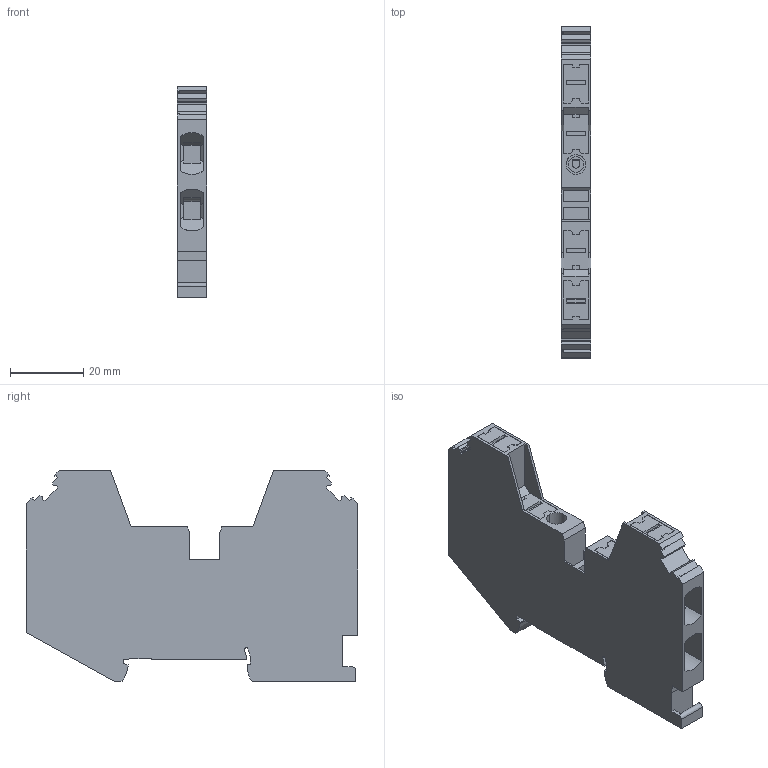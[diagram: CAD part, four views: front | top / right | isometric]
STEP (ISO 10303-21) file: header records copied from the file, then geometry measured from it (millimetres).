
FILE_DESCRIPTION(('CATIA V5 STEP Exchange','CAx-IF Rec.Pracs.--- Model Styling and Organization---1.5--- 2016-08-15','CAx-IF Rec.Pracs.---Supplemental Geometry---1.0---2011-11-01','CAx-IF Rec.Pracs.--- Composite Materials ---1.1---2010-07-15'),'2;1');
FILE_NAME ('2030141-1_1', '2024-10-28T13:54:28+00:00', ('none'), ('Weidmueller'), 'CATIA Version 5-6 Release 2022 SP4 HF5', 'CATIA V5 STEP AP214 v3', 'none');
FILE_SCHEMA(('AUTOMOTIVE_DESIGN { 1 0 10303 214 1 1 1 1 }'));
Length unit declared in the file: millimetre
Products named in the file (1): SL4C 6
Bounding box: 8.15 x 90.6 x 57.6 mm (x, y, z)
Volume: 25736.4 mm3; surface area: 17048 mm2
Topology: 5 solids, 5 shells, 335 faces, 944 edges, 632 vertices
Faces by surface type: plane 313, cylinder 22
Entity records: 10210 total; most frequent: CARTESIAN_POINT 1934, ORIENTED_EDGE 1888, DIRECTION 1395, EDGE_CURVE 944, VECTOR 890, LINE 890, VERTEX_POINT 632, EDGE_LOOP 348
